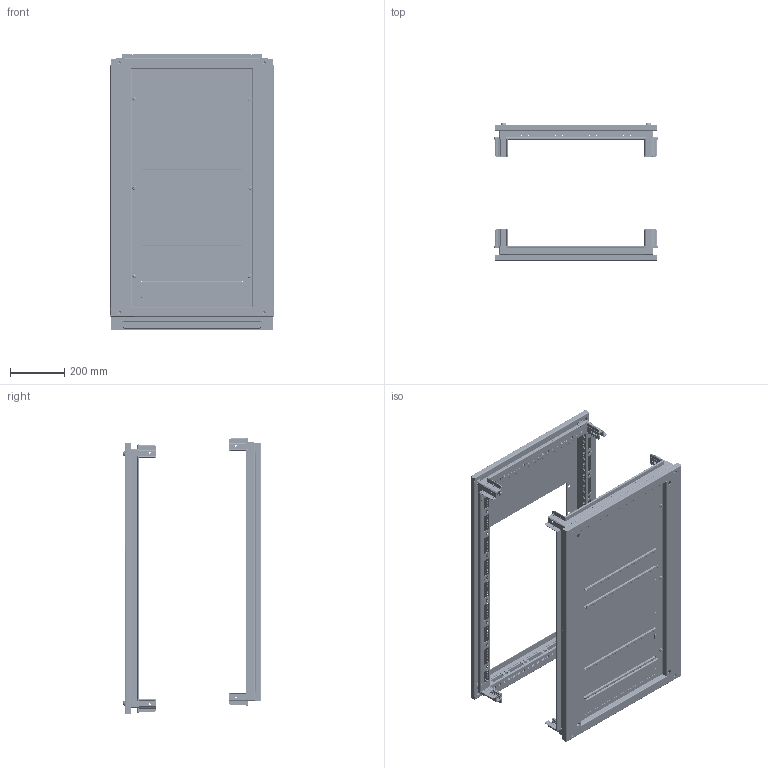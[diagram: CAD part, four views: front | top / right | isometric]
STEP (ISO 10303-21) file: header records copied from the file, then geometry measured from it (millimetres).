
FILE_DESCRIPTION (( 'STEP AP203' ), '1' );
FILE_NAME ('R1KTB610FIT.STEP', '2014-04-08T12:00:12', ( 'Utente0011' ), ( 'Hewlett-Packard Company' ), 'SwSTEP 2.0', 'SolidWorks 2013', '' );
FILE_SCHEMA (( 'CONFIG_CONTROL_DESIGN' ));
Length unit declared in the file: millimetre
Products named in the file (24): R1KTB610FIT; guarnizione tetti_600x1000; Ac00c561; A3300002; QB04T030; CBA610; QB04C012; AC00C469D; QB03C140_QB03C40; QB04C009; QB01C031; A5100043; QB04C010; AC00C469S; AC00C061_AC00C061; QB01C041; QB03T140; QB01T048; A0500003; QB04C042; AC00C244; CTE.610FIT; QB04C014; A0200018
Assembly tree (61 placements, depth 4):
  R1KTB610FIT
    CBA610
      QB04T030
        QB04C042  x2
        QB04C014  x2
        guarnizione tetti_600x1000
      QB01T048
        AC00C469D  x2
        QB01C031  x2
        AC00C469S  x2
        QB01C041  x2
      AC00C244  x2
      A0200018  x6
      A3300002  x6
      QB04C012  x2
      QB04C009  x2
      QB04C010
      Ac00c561  x14
    CTE.610FIT
      QB01T048
        AC00C469D  x2
        QB01C031  x2
        AC00C469S  x2
        QB01C041  x2
      QB03T140
        QB03C140_QB03C40
        A5100043  x2
        AC00C061_AC00C061  x2
      A0500003  x4
Bounding box: 600.5 x 506.6 x 1018 mm (x, y, z)
Volume: 4390018.8 mm3; surface area: 5084904.4 mm2
Topology: 67 solids, 67 shells, 7796 faces, 22031 edges, 14248 vertices
Faces by surface type: plane 4837, cylinder 2439, cone 256, torus 168, sphere 80, bspline 16
Entity records: 78545 total; most frequent: CARTESIAN_POINT 14298, ORIENTED_EDGE 12664, DIRECTION 12393, EDGE_CURVE 6332, VECTOR 4685, LINE 4685, VERTEX_POINT 4101, AXIS2_PLACEMENT_3D 3854
